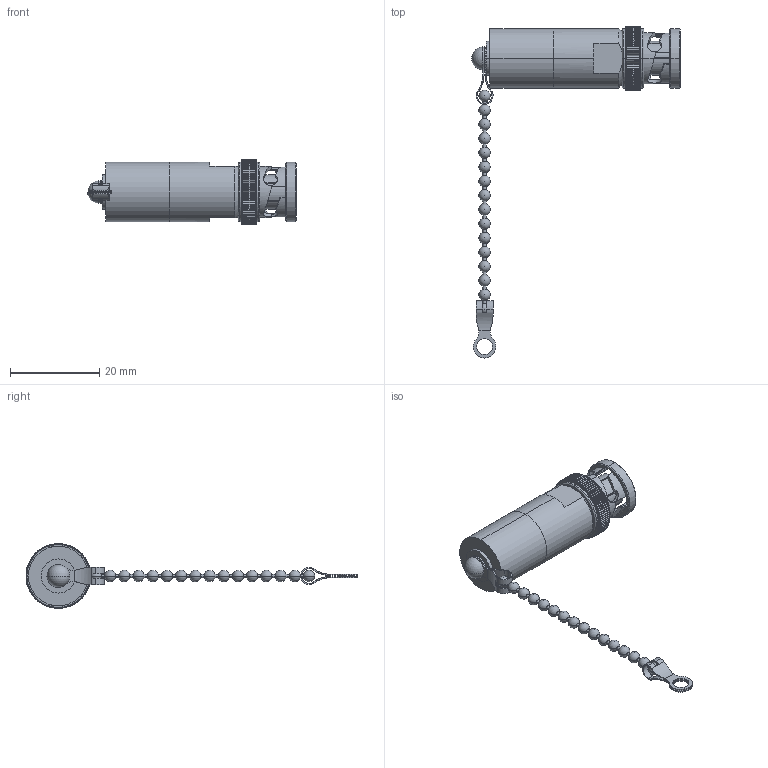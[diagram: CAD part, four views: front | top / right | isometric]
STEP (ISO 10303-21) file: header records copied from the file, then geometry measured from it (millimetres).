
FILE_DESCRIPTION (( 'STEP AP214' ), '1' );
FILE_NAME ('FMTR10-06403-036_3D.step', '2023-09-20T22:26:19', ( '' ), ( '' ), 'SwSTEP 2.0', 'SolidWorks 2022', '' );
FILE_SCHEMA (( 'AUTOMOTIVE_DESIGN' ));
Length unit declared in the file: inch
Products named in the file (6): 10-08030-XXX-MA3; MSY00002-MA2_With Chain Connect; FMTR10-06403-036_3D; 10-08030-036-MA1; 10-06403-010-MA4; 10-06403-010-MA5
Assembly tree (6 placements, depth 2):
  FMTR10-06403-036_3D
    10-08030-036-MA1
    10-08030-XXX-MA3
    MSY00002-MA2_With Chain Connect
    10-06403-010-MA5  x2
    10-06403-010-MA4
Bounding box: 46.71 x 74.23 x 14.47 mm (x, y, z)
Volume: 5239.8 mm3; surface area: 4901.7 mm2
Topology: 6 solids, 6 shells, 836 faces, 2482 edges, 1628 vertices
Faces by surface type: cylinder 464, torus 194, plane 98, sphere 34, cone 26, bspline 20
Entity records: 30324 total; most frequent: CARTESIAN_POINT 9052, ORIENTED_EDGE 4548, DIRECTION 4369, EDGE_CURVE 2274, AXIS2_PLACEMENT_3D 1881, VERTEX_POINT 1493, CIRCLE 1093, EDGE_LOOP 825
